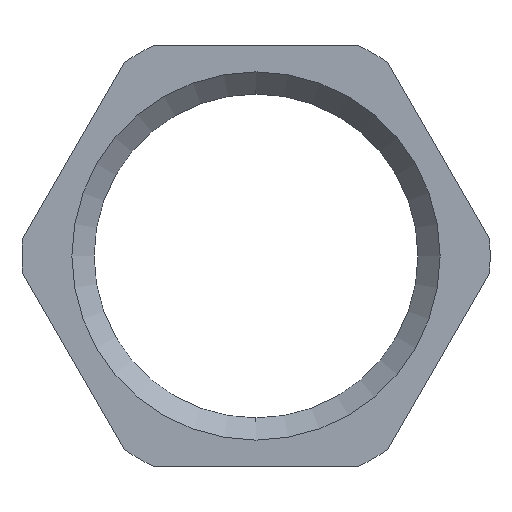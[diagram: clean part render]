
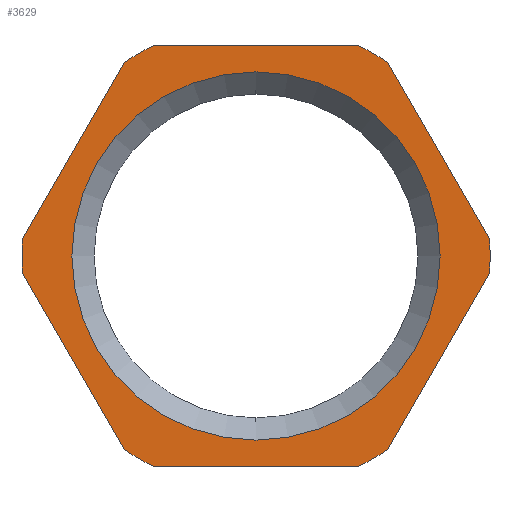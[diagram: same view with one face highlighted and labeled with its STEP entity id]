
A CAD part, left-side view. The second image highlights one B-rep face of the part: STEP entity #3629.
In plain terms, the highlighted planar face has unit normal (-1, 0, 0).
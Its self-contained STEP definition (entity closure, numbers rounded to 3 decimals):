
#113 = CIRCLE ( 'NONE', #1374, 8.3 ) ;
#131 = PLANE ( 'NONE',  #5564 ) ;
#161 = CARTESIAN_POINT ( 'NONE',  ( -3., 0., -8.3 ) ) ;
#163 = CARTESIAN_POINT ( 'NONE',  ( -3., 0., 0. ) ) ;
#222 = LINE ( 'NONE', #2138, #376 ) ;
#232 = CIRCLE ( 'NONE', #3658, 10.55 ) ;
#239 = DIRECTION ( 'NONE',  ( 1., 0., 0. ) ) ;
#270 = DIRECTION ( 'NONE',  ( 1., 0., 0. ) ) ;
#333 = VERTEX_POINT ( 'NONE', #1120 ) ;
#347 = VERTEX_POINT ( 'NONE', #1583 ) ;
#376 = VECTOR ( 'NONE', #5327, 1000. ) ;
#398 = EDGE_CURVE ( 'NONE', #4179, #333, #2676, .T. ) ;
#444 = DIRECTION ( 'NONE',  ( 0., -0.5, 0.866 ) ) ;
#523 = ORIENTED_EDGE ( 'NONE', *, *, #4545, .F. ) ;
#621 = DIRECTION ( 'NONE',  ( 0., 0., -1. ) ) ;
#684 = CARTESIAN_POINT ( 'NONE',  ( -3., -5.933, -8.724 ) ) ;
#730 = LINE ( 'NONE', #5500, #4057 ) ;
#803 = DIRECTION ( 'NONE',  ( 1., 0., 0. ) ) ;
#805 = ORIENTED_EDGE ( 'NONE', *, *, #3506, .F. ) ;
#937 = CIRCLE ( 'NONE', #4888, 10.55 ) ;
#1041 = DIRECTION ( 'NONE',  ( -1., 0., 0. ) ) ;
#1063 = CARTESIAN_POINT ( 'NONE',  ( -3., 0., 0. ) ) ;
#1064 = LINE ( 'NONE', #5300, #4543 ) ;
#1093 = ORIENTED_EDGE ( 'NONE', *, *, #1174, .F. ) ;
#1120 = CARTESIAN_POINT ( 'NONE',  ( -3., 10.521, 0.776 ) ) ;
#1174 = EDGE_CURVE ( 'NONE', #3711, #4626, #3827, .T. ) ;
#1196 = ORIENTED_EDGE ( 'NONE', *, *, #2573, .F. ) ;
#1197 = AXIS2_PLACEMENT_3D ( 'NONE', #4634, #1913, #5091 ) ;
#1374 = AXIS2_PLACEMENT_3D ( 'NONE', #5247, #2512, #5720 ) ;
#1387 = DIRECTION ( 'NONE',  ( 0., 0.5, -0.866 ) ) ;
#1414 = VERTEX_POINT ( 'NONE', #161 ) ;
#1428 = ORIENTED_EDGE ( 'NONE', *, *, #3820, .F. ) ;
#1445 = AXIS2_PLACEMENT_3D ( 'NONE', #3519, #803, #3974 ) ;
#1526 = DIRECTION ( 'NONE',  ( 0., 0., -1. ) ) ;
#1583 = CARTESIAN_POINT ( 'NONE',  ( -3., -10.521, 0.776 ) ) ;
#1586 = VERTEX_POINT ( 'NONE', #2101 ) ;
#1753 = VERTEX_POINT ( 'NONE', #1939 ) ;
#1777 = EDGE_CURVE ( 'NONE', #2712, #4179, #3335, .T. ) ;
#1913 = DIRECTION ( 'NONE',  ( 1., 0., 0. ) ) ;
#1939 = CARTESIAN_POINT ( 'NONE',  ( -3., -5.933, 8.724 ) ) ;
#1964 = VECTOR ( 'NONE', #444, 1000. ) ;
#2033 = ORIENTED_EDGE ( 'NONE', *, *, #3071, .F. ) ;
#2101 = CARTESIAN_POINT ( 'NONE',  ( -3., 0., 8.3 ) ) ;
#2135 = VECTOR ( 'NONE', #3010, 1000. ) ;
#2138 = CARTESIAN_POINT ( 'NONE',  ( -3., 5.485, 9.5 ) ) ;
#2254 = FACE_BOUND ( 'NONE', #5370, .T. ) ;
#2256 = CARTESIAN_POINT ( 'NONE',  ( -3., 10.97, 0. ) ) ;
#2357 = ORIENTED_EDGE ( 'NONE', *, *, #3836, .T. ) ;
#2392 = FACE_OUTER_BOUND ( 'NONE', #4021, .T. ) ;
#2512 = DIRECTION ( 'NONE',  ( 1., 0., 0. ) ) ;
#2573 = EDGE_CURVE ( 'NONE', #4890, #2712, #937, .T. ) ;
#2602 = CARTESIAN_POINT ( 'NONE',  ( -3., 0., 0. ) ) ;
#2611 = ORIENTED_EDGE ( 'NONE', *, *, #5673, .T. ) ;
#2612 = ORIENTED_EDGE ( 'NONE', *, *, #3298, .F. ) ;
#2675 = CARTESIAN_POINT ( 'NONE',  ( -3., -10.521, -0.776 ) ) ;
#2676 = CIRCLE ( 'NONE', #3538, 10.55 ) ;
#2712 = VERTEX_POINT ( 'NONE', #5681 ) ;
#2786 = DIRECTION ( 'NONE',  ( 0., -0.5, -0.866 ) ) ;
#2883 = ORIENTED_EDGE ( 'NONE', *, *, #5520, .F. ) ;
#2938 = CARTESIAN_POINT ( 'NONE',  ( -3., 0., 0. ) ) ;
#2965 = CARTESIAN_POINT ( 'NONE',  ( -3., 0., 0. ) ) ;
#3010 = DIRECTION ( 'NONE',  ( 0., 0.5, 0.866 ) ) ;
#3043 = LINE ( 'NONE', #2256, #1964 ) ;
#3066 = DIRECTION ( 'NONE',  ( 0., 0., -1. ) ) ;
#3071 = EDGE_CURVE ( 'NONE', #4626, #4890, #1064, .T. ) ;
#3118 = CIRCLE ( 'NONE', #3158, 10.55 ) ;
#3158 = AXIS2_PLACEMENT_3D ( 'NONE', #2938, #239, #3402 ) ;
#3226 = EDGE_CURVE ( 'NONE', #1753, #347, #5350, .T. ) ;
#3228 = CIRCLE ( 'NONE', #1197, 10.55 ) ;
#3276 = ORIENTED_EDGE ( 'NONE', *, *, #398, .F. ) ;
#3298 = EDGE_CURVE ( 'NONE', #4365, #1753, #232, .T. ) ;
#3329 = DIRECTION ( 'NONE',  ( 1., 0., 0. ) ) ;
#3335 = LINE ( 'NONE', #4254, #2135 ) ;
#3402 = DIRECTION ( 'NONE',  ( 0., 0., -1. ) ) ;
#3430 = DIRECTION ( 'NONE',  ( 0., 0., -1. ) ) ;
#3494 = CARTESIAN_POINT ( 'NONE',  ( -3., 5.933, 8.724 ) ) ;
#3506 = EDGE_CURVE ( 'NONE', #4690, #3711, #730, .T. ) ;
#3519 = CARTESIAN_POINT ( 'NONE',  ( -3., 0., 0. ) ) ;
#3538 = AXIS2_PLACEMENT_3D ( 'NONE', #163, #3329, #621 ) ;
#3629 = ADVANCED_FACE ( 'NONE', ( #2254, #2392 ), #131, .T. ) ;
#3658 = AXIS2_PLACEMENT_3D ( 'NONE', #1063, #4246, #1526 ) ;
#3711 = VERTEX_POINT ( 'NONE', #684 ) ;
#3744 = CARTESIAN_POINT ( 'NONE',  ( -3., 4.588, -9.5 ) ) ;
#3753 = CARTESIAN_POINT ( 'NONE',  ( -3., 10.521, -0.776 ) ) ;
#3774 = CARTESIAN_POINT ( 'NONE',  ( -3., 10.55, 0. ) ) ;
#3820 = EDGE_CURVE ( 'NONE', #4529, #4365, #222, .T. ) ;
#3827 = CIRCLE ( 'NONE', #5119, 10.55 ) ;
#3836 = EDGE_CURVE ( 'NONE', #1414, #1586, #5024, .T. ) ;
#3845 = VERTEX_POINT ( 'NONE', #3494 ) ;
#3974 = DIRECTION ( 'NONE',  ( 0., 0., -1. ) ) ;
#4013 = EDGE_CURVE ( 'NONE', #3845, #4529, #3118, .T. ) ;
#4021 = EDGE_LOOP ( 'NONE', ( #1093, #805, #2883, #4224, #2612, #1428, #4764, #523, #3276, #4209, #1196, #2033 ) ) ;
#4057 = VECTOR ( 'NONE', #1387, 1000. ) ;
#4119 = VECTOR ( 'NONE', #2786, 1000. ) ;
#4179 = VERTEX_POINT ( 'NONE', #3753 ) ;
#4209 = ORIENTED_EDGE ( 'NONE', *, *, #1777, .F. ) ;
#4221 = DIRECTION ( 'NONE',  ( 0., 0., 1. ) ) ;
#4224 = ORIENTED_EDGE ( 'NONE', *, *, #3226, .F. ) ;
#4246 = DIRECTION ( 'NONE',  ( 1., 0., 0. ) ) ;
#4254 = CARTESIAN_POINT ( 'NONE',  ( -3., 5.485, -9.5 ) ) ;
#4365 = VERTEX_POINT ( 'NONE', #4842 ) ;
#4529 = VERTEX_POINT ( 'NONE', #4963 ) ;
#4543 = VECTOR ( 'NONE', #5760, 1000. ) ;
#4545 = EDGE_CURVE ( 'NONE', #333, #3845, #3043, .T. ) ;
#4572 = CARTESIAN_POINT ( 'NONE',  ( -3., -5.485, 9.5 ) ) ;
#4595 = CARTESIAN_POINT ( 'NONE',  ( -3., -4.588, -9.5 ) ) ;
#4626 = VERTEX_POINT ( 'NONE', #4595 ) ;
#4634 = CARTESIAN_POINT ( 'NONE',  ( -3., 0., 0. ) ) ;
#4690 = VERTEX_POINT ( 'NONE', #2675 ) ;
#4764 = ORIENTED_EDGE ( 'NONE', *, *, #4013, .F. ) ;
#4842 = CARTESIAN_POINT ( 'NONE',  ( -3., -4.588, 9.5 ) ) ;
#4888 = AXIS2_PLACEMENT_3D ( 'NONE', #2602, #5807, #3066 ) ;
#4890 = VERTEX_POINT ( 'NONE', #3744 ) ;
#4963 = CARTESIAN_POINT ( 'NONE',  ( -3., 4.588, 9.5 ) ) ;
#5024 = CIRCLE ( 'NONE', #1445, 8.3 ) ;
#5091 = DIRECTION ( 'NONE',  ( 0., 0., -1. ) ) ;
#5119 = AXIS2_PLACEMENT_3D ( 'NONE', #2965, #270, #3430 ) ;
#5247 = CARTESIAN_POINT ( 'NONE',  ( -3., 0., 0. ) ) ;
#5300 = CARTESIAN_POINT ( 'NONE',  ( -3., -5.485, -9.5 ) ) ;
#5327 = DIRECTION ( 'NONE',  ( 0., -1., 0. ) ) ;
#5350 = LINE ( 'NONE', #4572, #4119 ) ;
#5370 = EDGE_LOOP ( 'NONE', ( #2611, #2357 ) ) ;
#5500 = CARTESIAN_POINT ( 'NONE',  ( -3., -10.97, 0. ) ) ;
#5520 = EDGE_CURVE ( 'NONE', #347, #4690, #3228, .T. ) ;
#5564 = AXIS2_PLACEMENT_3D ( 'NONE', #3774, #1041, #4221 ) ;
#5673 = EDGE_CURVE ( 'NONE', #1586, #1414, #113, .T. ) ;
#5681 = CARTESIAN_POINT ( 'NONE',  ( -3., 5.933, -8.724 ) ) ;
#5720 = DIRECTION ( 'NONE',  ( 0., 0., -1. ) ) ;
#5760 = DIRECTION ( 'NONE',  ( 0., 1., 0. ) ) ;
#5807 = DIRECTION ( 'NONE',  ( 1., 0., 0. ) ) ;
